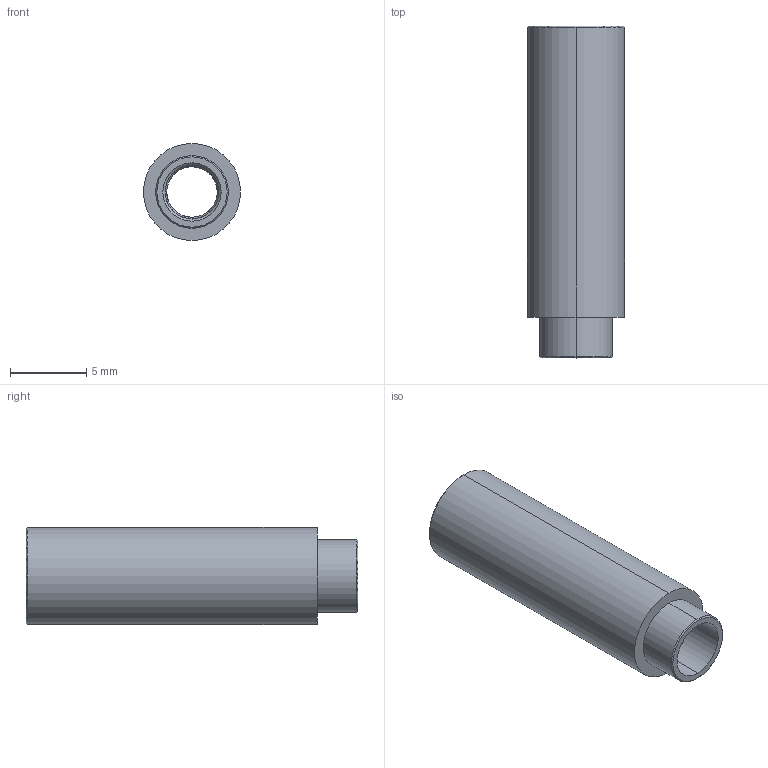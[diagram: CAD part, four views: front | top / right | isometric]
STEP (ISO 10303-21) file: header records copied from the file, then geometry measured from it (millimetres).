
FILE_DESCRIPTION (( 'STEP AP214' ), '1' );
FILE_NAME ('1608-2.STEP', '2007-12-11T18:17:12', ( 'Richard Maletta' ), ( '' ), 'SwSTEP 2.0', 'SolidWorks 2007', '' );
FILE_SCHEMA (( 'AUTOMOTIVE_DESIGN' ));
Length unit declared in the file: inch
Products named in the file (1): 1608-2
Bounding box: 6.35 x 21.72 x 6.35 mm (x, y, z)
Volume: 442.1 mm3; surface area: 718.5 mm2
Topology: 1 solids, 1 shells, 89 faces, 244 edges, 158 vertices
Faces by surface type: cylinder 74, cone 8, plane 5, bspline 2
Entity records: 5214 total; most frequent: CARTESIAN_POINT 3314, ORIENTED_EDGE 488, DIRECTION 309, EDGE_CURVE 244, VERTEX_POINT 158, AXIS2_PLACEMENT_3D 110, EDGE_LOOP 92, ADVANCED_FACE 89
